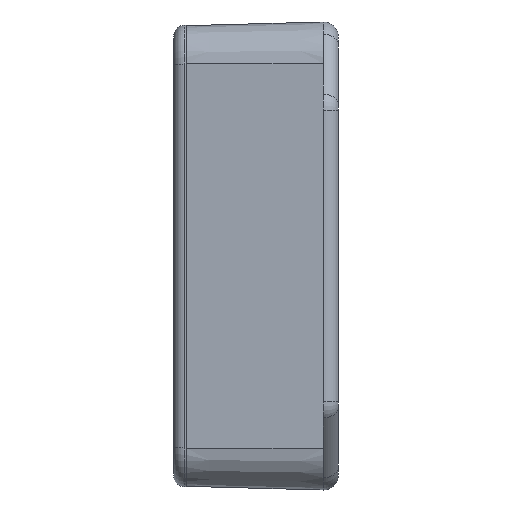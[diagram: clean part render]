
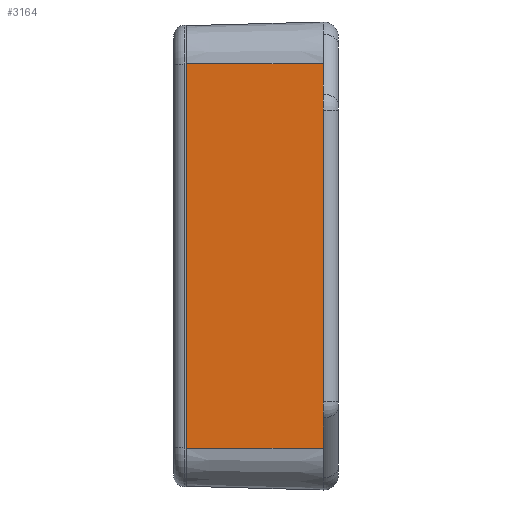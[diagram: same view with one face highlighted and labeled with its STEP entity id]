
A CAD part, left-side view. The second image highlights one B-rep face of the part: STEP entity #3164.
In plain terms, the highlighted planar face has unit normal (-1, 0.027, 0).
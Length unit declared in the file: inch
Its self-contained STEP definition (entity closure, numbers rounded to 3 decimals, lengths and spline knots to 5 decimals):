
#1197 = CARTESIAN_POINT ( 'NONE',  ( -2.80255, -1.125, -1.582 ) ) ;
#1299 = DIRECTION ( 'NONE',  ( 0., 0., 1. ) ) ;
#1300 = VECTOR ( 'NONE', #1299, 39.37008 ) ;
#1301 = CARTESIAN_POINT ( 'NONE',  ( -2.80255, -1.125, 1.582 ) ) ;
#1302 = LINE ( 'NONE', #1301, #1300 ) ;
#1749 = VERTEX_POINT ( 'NONE', #4602 ) ;
#1875 = VERTEX_POINT ( 'NONE', #1197 ) ;
#1883 = EDGE_CURVE ( 'NONE', #1875, #1749, #1302, .T. ) ;
#3099 = ORIENTED_EDGE ( 'NONE', *, *, #1883, .T. ) ;
#3100 = EDGE_CURVE ( 'NONE', #1875, #3223, #6379, .T. ) ;
#3104 = ORIENTED_EDGE ( 'NONE', *, *, #3224, .T. ) ;
#3164 = ADVANCED_FACE ( 'NONE', ( #6477 ), #6503, .T. ) ;
#3165 = ORIENTED_EDGE ( 'NONE', *, *, #3226, .F. ) ;
#3223 = VERTEX_POINT ( 'NONE', #6777 ) ;
#3224 = EDGE_CURVE ( 'NONE', #1749, #3237, #6787, .T. ) ;
#3226 = EDGE_CURVE ( 'NONE', #3223, #3237, #6797, .T. ) ;
#3227 = ORIENTED_EDGE ( 'NONE', *, *, #3100, .F. ) ;
#3237 = VERTEX_POINT ( 'NONE', #6720 ) ;
#3240 = EDGE_LOOP ( 'NONE', ( #3165, #3227, #3099, #3104 ) ) ;
#4602 = CARTESIAN_POINT ( 'NONE',  ( -2.80255, -1.125, 1.582 ) ) ;
#6376 = DIRECTION ( 'NONE',  ( 0.027, 1., 0. ) ) ;
#6377 = VECTOR ( 'NONE', #6376, 39.37008 ) ;
#6378 = CARTESIAN_POINT ( 'NONE',  ( -2.7725, 0., -1.582 ) ) ;
#6379 = LINE ( 'NONE', #6378, #6377 ) ;
#6477 = FACE_OUTER_BOUND ( 'NONE', #3240, .T. ) ;
#6500 = AXIS2_PLACEMENT_3D ( 'NONE', #6522, #6516, #6528 ) ;
#6503 = PLANE ( 'NONE',  #6500 ) ;
#6516 = DIRECTION ( 'NONE',  ( -1., 0.027, 0. ) ) ;
#6522 = CARTESIAN_POINT ( 'NONE',  ( -2.7725, 0., -1.582 ) ) ;
#6528 = DIRECTION ( 'NONE',  ( -0.027, -1., 0. ) ) ;
#6720 = CARTESIAN_POINT ( 'NONE',  ( -2.7725, 0., 1.582 ) ) ;
#6737 = DIRECTION ( 'NONE',  ( 0., 0., 1. ) ) ;
#6738 = VECTOR ( 'NONE', #6737, 39.37008 ) ;
#6757 = CARTESIAN_POINT ( 'NONE',  ( -2.7725, 0., 1.582 ) ) ;
#6777 = CARTESIAN_POINT ( 'NONE',  ( -2.7725, 0., -1.582 ) ) ;
#6787 = LINE ( 'NONE', #6757, #6799 ) ;
#6796 = CARTESIAN_POINT ( 'NONE',  ( -2.7725, 0., -1.582 ) ) ;
#6797 = LINE ( 'NONE', #6796, #6738 ) ;
#6798 = DIRECTION ( 'NONE',  ( 0.027, 1., 0. ) ) ;
#6799 = VECTOR ( 'NONE', #6798, 39.37008 ) ;
